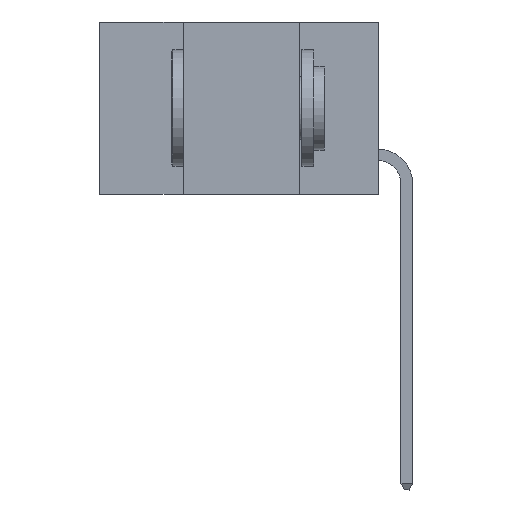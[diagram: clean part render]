
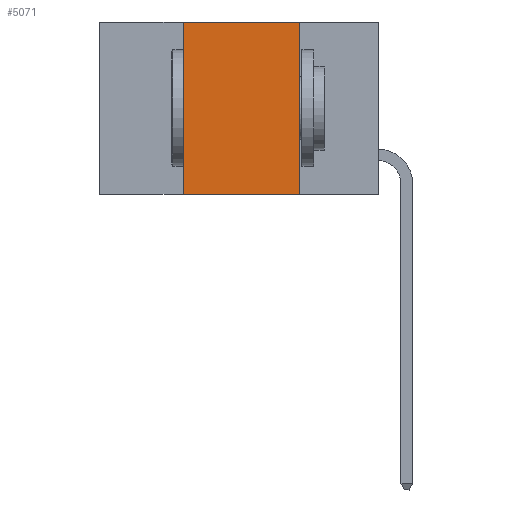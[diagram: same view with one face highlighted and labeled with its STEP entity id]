
A CAD part, left-side view. The second image highlights one B-rep face of the part: STEP entity #5071.
In plain terms, the highlighted planar face has unit normal (-1, 0, 0).
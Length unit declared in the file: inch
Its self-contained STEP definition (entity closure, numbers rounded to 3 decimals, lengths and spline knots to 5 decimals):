
#375 = VERTEX_POINT ( 'NONE', #11487 ) ;
#689 = ORIENTED_EDGE ( 'NONE', *, *, #2660, .F. ) ;
#1854 = VERTEX_POINT ( 'NONE', #12990 ) ;
#1905 = EDGE_CURVE ( 'NONE', #9866, #1854, #2759, .T. ) ;
#1986 = ORIENTED_EDGE ( 'NONE', *, *, #15007, .T. ) ;
#2660 = EDGE_CURVE ( 'NONE', #1854, #375, #2729, .T. ) ;
#2729 = LINE ( 'NONE', #7282, #11927 ) ;
#2759 = LINE ( 'NONE', #15173, #13636 ) ;
#3057 = EDGE_CURVE ( 'NONE', #375, #10035, #13960, .T. ) ;
#3648 = VECTOR ( 'NONE', #12241, 39.37008 ) ;
#4170 = EDGE_LOOP ( 'NONE', ( #10608, #689, #14890, #1986 ) ) ;
#4783 = DIRECTION ( 'NONE',  ( 0., -1., 0. ) ) ;
#4932 = CARTESIAN_POINT ( 'NONE',  ( 0., 0.42, -0.37 ) ) ;
#5071 = ADVANCED_FACE ( 'NONE', ( #9204 ), #13708, .F. ) ;
#6182 = CARTESIAN_POINT ( 'NONE',  ( 0., 0.6, -0.37 ) ) ;
#7235 = LINE ( 'NONE', #6182, #3648 ) ;
#7282 = CARTESIAN_POINT ( 'NONE',  ( 0., 0.6, 0. ) ) ;
#8234 = AXIS2_PLACEMENT_3D ( 'NONE', #12320, #11277, #12484 ) ;
#9204 = FACE_OUTER_BOUND ( 'NONE', #4170, .T. ) ;
#9866 = VERTEX_POINT ( 'NONE', #4932 ) ;
#10035 = VERTEX_POINT ( 'NONE', #11209 ) ;
#10360 = DIRECTION ( 'NONE',  ( 0., 0., -1. ) ) ;
#10576 = CARTESIAN_POINT ( 'NONE',  ( 0., 0.17, 0. ) ) ;
#10608 = ORIENTED_EDGE ( 'NONE', *, *, #3057, .F. ) ;
#11209 = CARTESIAN_POINT ( 'NONE',  ( 0., 0.17, -0.37 ) ) ;
#11277 = DIRECTION ( 'NONE',  ( 1., 0., 0. ) ) ;
#11487 = CARTESIAN_POINT ( 'NONE',  ( 0., 0.17, 0. ) ) ;
#11927 = VECTOR ( 'NONE', #4783, 39.37008 ) ;
#12241 = DIRECTION ( 'NONE',  ( 0., -1., 0. ) ) ;
#12320 = CARTESIAN_POINT ( 'NONE',  ( 0., 0.6, 0. ) ) ;
#12484 = DIRECTION ( 'NONE',  ( 0., 0., -1. ) ) ;
#12990 = CARTESIAN_POINT ( 'NONE',  ( 0., 0.42, 0. ) ) ;
#13218 = VECTOR ( 'NONE', #10360, 39.37008 ) ;
#13636 = VECTOR ( 'NONE', #15222, 39.37008 ) ;
#13708 = PLANE ( 'NONE',  #8234 ) ;
#13960 = LINE ( 'NONE', #10576, #13218 ) ;
#14890 = ORIENTED_EDGE ( 'NONE', *, *, #1905, .F. ) ;
#15007 = EDGE_CURVE ( 'NONE', #9866, #10035, #7235, .T. ) ;
#15173 = CARTESIAN_POINT ( 'NONE',  ( 0., 0.42, 0. ) ) ;
#15222 = DIRECTION ( 'NONE',  ( 0., 0., 1. ) ) ;
